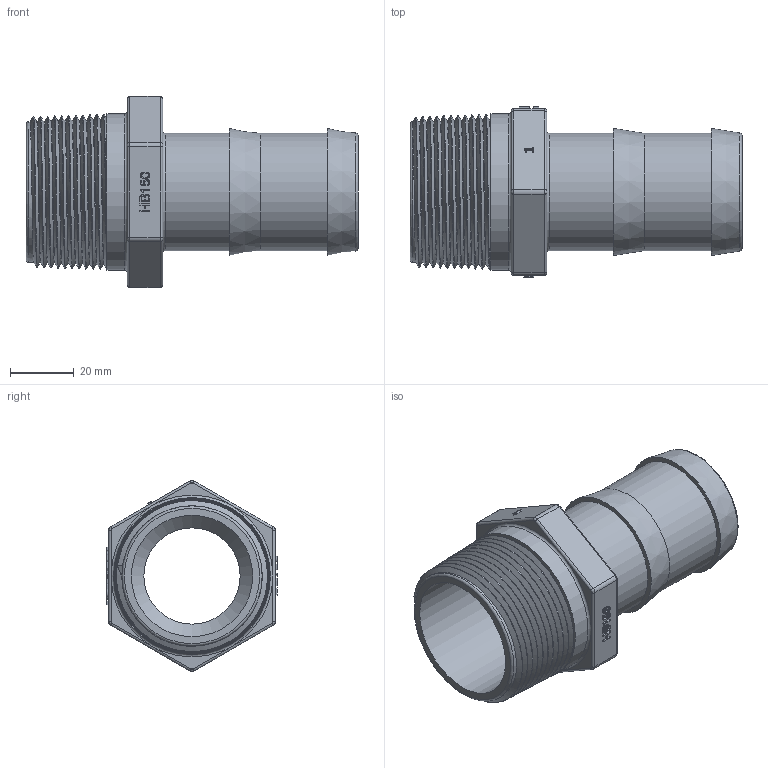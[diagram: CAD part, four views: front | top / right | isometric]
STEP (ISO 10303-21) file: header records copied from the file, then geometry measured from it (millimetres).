
FILE_DESCRIPTION((''),'2;1');
FILE_NAME('HB150.stp','2013-05-29T08:12:10',('mclevenger'),(''),'Autodesk Inventor 2013','Autodesk Inventor 2013','');
FILE_SCHEMA(('AUTOMOTIVE_DESIGN { 1 0 10303 214 1 1 1 1 }'));
Length unit declared in the file: inch
Products named in the file (1): HB150
Bounding box: 104.14 x 53.34 x 59.95 mm (x, y, z)
Volume: 57462.8 mm3; surface area: 30631.6 mm2
Topology: 1 solids, 1 shells, 408 faces, 1060 edges, 696 vertices
Faces by surface type: plane 229, bspline 137, cylinder 23, cone 15, torus 4
Full cylindrical faces by diameter (mm): 30.226 x1, 36.83 x2, 38.1 x1, 49.213 x1
Entity records: 15098 total; most frequent: CARTESIAN_POINT 6280, ORIENTED_EDGE 2028, DIRECTION 1347, EDGE_CURVE 1014, VECTOR 691, LINE 691, VERTEX_POINT 674, EDGE_LOOP 454
